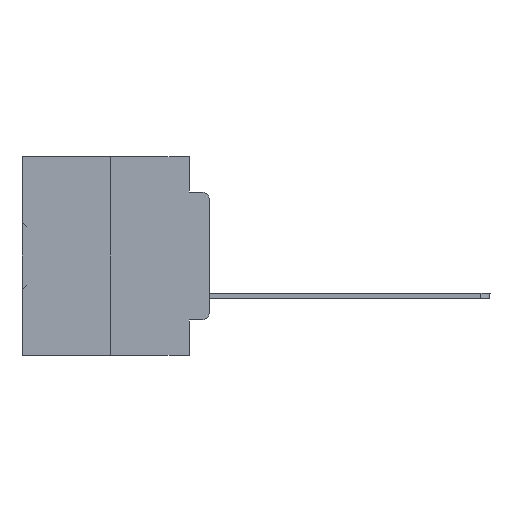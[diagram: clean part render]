
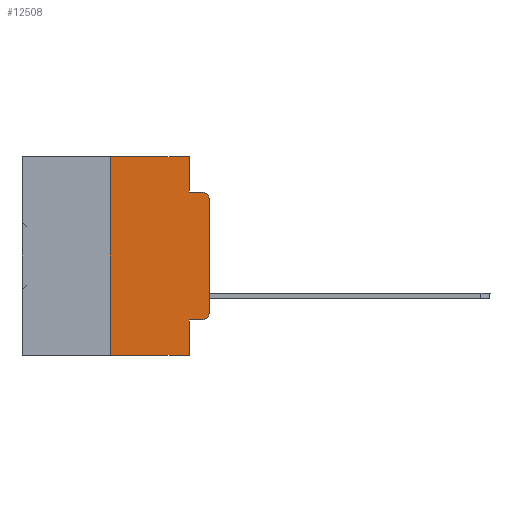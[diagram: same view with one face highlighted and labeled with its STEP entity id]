
A CAD part, left-side view. The second image highlights one B-rep face of the part: STEP entity #12508.
In plain terms, the highlighted planar face has unit normal (-1, 0, 0).
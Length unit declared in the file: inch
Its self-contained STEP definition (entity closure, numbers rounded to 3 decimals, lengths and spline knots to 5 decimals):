
#23 = DIRECTION ( 'NONE',  ( 0., 0., 1. ) ) ;
#189 = DIRECTION ( 'NONE',  ( 0., -1., 0. ) ) ;
#597 = DIRECTION ( 'NONE',  ( 0., 0., -1. ) ) ;
#1889 = VERTEX_POINT ( 'NONE', #12049 ) ;
#2367 = LINE ( 'NONE', #37301, #37567 ) ;
#3359 = VERTEX_POINT ( 'NONE', #32598 ) ;
#3841 = VECTOR ( 'NONE', #23, 39.37008 ) ;
#4526 = VECTOR ( 'NONE', #9994, 39.37008 ) ;
#4813 = VERTEX_POINT ( 'NONE', #16998 ) ;
#4915 = EDGE_CURVE ( 'NONE', #15704, #27650, #33177, .T. ) ;
#5105 = ORIENTED_EDGE ( 'NONE', *, *, #7218, .T. ) ;
#5794 = CARTESIAN_POINT ( 'NONE',  ( 0., 0.051, 0. ) ) ;
#6038 = LINE ( 'NONE', #6354, #31148 ) ;
#6058 = CARTESIAN_POINT ( 'NONE',  ( 0., 0.051, -0.4115 ) ) ;
#6354 = CARTESIAN_POINT ( 'NONE',  ( 0., 0.051, 0. ) ) ;
#6418 = FACE_OUTER_BOUND ( 'NONE', #31398, .T. ) ;
#7218 = EDGE_CURVE ( 'NONE', #7647, #11468, #28034, .T. ) ;
#7409 = AXIS2_PLACEMENT_3D ( 'NONE', #31510, #14055, #34590 ) ;
#7647 = VERTEX_POINT ( 'NONE', #10497 ) ;
#7745 = CARTESIAN_POINT ( 'NONE',  ( 0., 0.02, -0.3915 ) ) ;
#8039 = VECTOR ( 'NONE', #189, 39.37008 ) ;
#8160 = PLANE ( 'NONE',  #7409 ) ;
#8690 = EDGE_CURVE ( 'NONE', #4813, #12954, #2367, .T. ) ;
#9254 = LINE ( 'NONE', #10054, #24351 ) ;
#9665 = CARTESIAN_POINT ( 'NONE',  ( 0., 0., -0.1085 ) ) ;
#9843 = EDGE_CURVE ( 'NONE', #4813, #1889, #36465, .T. ) ;
#9957 = ORIENTED_EDGE ( 'NONE', *, *, #11606, .F. ) ;
#9994 = DIRECTION ( 'NONE',  ( 0., 0., -1. ) ) ;
#10054 = CARTESIAN_POINT ( 'NONE',  ( 0., 0.473, 0. ) ) ;
#10497 = CARTESIAN_POINT ( 'NONE',  ( 0., 0., -0.3915 ) ) ;
#10709 = DIRECTION ( 'NONE',  ( 0., 0., -1. ) ) ;
#11056 = ORIENTED_EDGE ( 'NONE', *, *, #4915, .T. ) ;
#11468 = VERTEX_POINT ( 'NONE', #9665 ) ;
#11606 = EDGE_CURVE ( 'NONE', #12954, #25398, #9254, .T. ) ;
#11747 = DIRECTION ( 'NONE',  ( 0., 0., 1. ) ) ;
#12049 = CARTESIAN_POINT ( 'NONE',  ( 0., 0.051, -0.5 ) ) ;
#12508 = ADVANCED_FACE ( 'NONE', ( #6418 ), #8160, .F. ) ;
#12743 = DIRECTION ( 'NONE',  ( -1., 0., 0. ) ) ;
#12954 = VERTEX_POINT ( 'NONE', #22969 ) ;
#13165 = VECTOR ( 'NONE', #34391, 39.37008 ) ;
#13211 = LINE ( 'NONE', #21228, #4526 ) ;
#14055 = DIRECTION ( 'NONE',  ( 1., 0., 0. ) ) ;
#14694 = ORIENTED_EDGE ( 'NONE', *, *, #22619, .T. ) ;
#15704 = VERTEX_POINT ( 'NONE', #37594 ) ;
#16415 = CARTESIAN_POINT ( 'NONE',  ( 0., 0.473, -0.5 ) ) ;
#16694 = CIRCLE ( 'NONE', #22458, 0.02 ) ;
#16998 = CARTESIAN_POINT ( 'NONE',  ( 0., 0.25, -0.5 ) ) ;
#19537 = ORIENTED_EDGE ( 'NONE', *, *, #24256, .F. ) ;
#20485 = EDGE_CURVE ( 'NONE', #3359, #31625, #21842, .T. ) ;
#20565 = EDGE_CURVE ( 'NONE', #11468, #31625, #25457, .T. ) ;
#20583 = CARTESIAN_POINT ( 'NONE',  ( 0., 0.051, -0.0885 ) ) ;
#21228 = CARTESIAN_POINT ( 'NONE',  ( 0., 0.051, 0. ) ) ;
#21842 = LINE ( 'NONE', #20583, #30450 ) ;
#22093 = CARTESIAN_POINT ( 'NONE',  ( 0., 0.02, -0.0885 ) ) ;
#22458 = AXIS2_PLACEMENT_3D ( 'NONE', #7745, #27795, #10709 ) ;
#22619 = EDGE_CURVE ( 'NONE', #27650, #7647, #16694, .T. ) ;
#22906 = AXIS2_PLACEMENT_3D ( 'NONE', #36105, #12743, #24242 ) ;
#22969 = CARTESIAN_POINT ( 'NONE',  ( 0., 0.25, 0. ) ) ;
#23051 = CARTESIAN_POINT ( 'NONE',  ( 0., 0., 0. ) ) ;
#23285 = ORIENTED_EDGE ( 'NONE', *, *, #20485, .F. ) ;
#23470 = DIRECTION ( 'NONE',  ( 0., -1., 0. ) ) ;
#24242 = DIRECTION ( 'NONE',  ( 0., 0., -1. ) ) ;
#24256 = EDGE_CURVE ( 'NONE', #25398, #3359, #13211, .T. ) ;
#24351 = VECTOR ( 'NONE', #24717, 39.37008 ) ;
#24717 = DIRECTION ( 'NONE',  ( 0., -1., 0. ) ) ;
#25398 = VERTEX_POINT ( 'NONE', #5794 ) ;
#25457 = CIRCLE ( 'NONE', #22906, 0.02 ) ;
#27041 = CARTESIAN_POINT ( 'NONE',  ( 0., 0.02, -0.4115 ) ) ;
#27650 = VERTEX_POINT ( 'NONE', #27041 ) ;
#27795 = DIRECTION ( 'NONE',  ( -1., 0., 0. ) ) ;
#28034 = LINE ( 'NONE', #23051, #3841 ) ;
#28775 = ORIENTED_EDGE ( 'NONE', *, *, #20565, .T. ) ;
#30450 = VECTOR ( 'NONE', #23470, 39.37008 ) ;
#31148 = VECTOR ( 'NONE', #597, 39.37008 ) ;
#31321 = ORIENTED_EDGE ( 'NONE', *, *, #36221, .F. ) ;
#31398 = EDGE_LOOP ( 'NONE', ( #5105, #28775, #23285, #19537, #9957, #32658, #33417, #31321, #11056, #14694 ) ) ;
#31510 = CARTESIAN_POINT ( 'NONE',  ( 0., 0.473, 0. ) ) ;
#31625 = VERTEX_POINT ( 'NONE', #22093 ) ;
#32598 = CARTESIAN_POINT ( 'NONE',  ( 0., 0.051, -0.0885 ) ) ;
#32658 = ORIENTED_EDGE ( 'NONE', *, *, #8690, .F. ) ;
#33177 = LINE ( 'NONE', #6058, #8039 ) ;
#33417 = ORIENTED_EDGE ( 'NONE', *, *, #9843, .T. ) ;
#34391 = DIRECTION ( 'NONE',  ( 0., -1., 0. ) ) ;
#34590 = DIRECTION ( 'NONE',  ( 0., 0., -1. ) ) ;
#36105 = CARTESIAN_POINT ( 'NONE',  ( 0., 0.02, -0.1085 ) ) ;
#36221 = EDGE_CURVE ( 'NONE', #15704, #1889, #6038, .T. ) ;
#36465 = LINE ( 'NONE', #16415, #13165 ) ;
#37301 = CARTESIAN_POINT ( 'NONE',  ( 0., 0.25, 0. ) ) ;
#37567 = VECTOR ( 'NONE', #11747, 39.37008 ) ;
#37594 = CARTESIAN_POINT ( 'NONE',  ( 0., 0.051, -0.4115 ) ) ;
